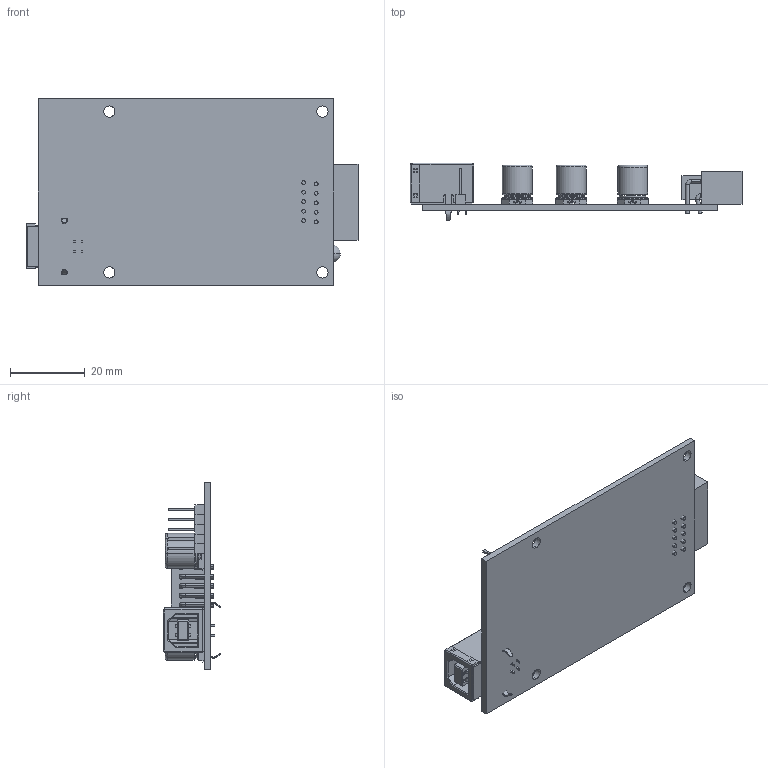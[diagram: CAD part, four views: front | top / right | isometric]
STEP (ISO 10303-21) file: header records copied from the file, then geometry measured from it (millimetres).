
FILE_DESCRIPTION (( 'STEP AP203' ), '1' );
FILE_NAME ('08SMC-1-PCB.STEP', '2020-03-02T01:28:18', ( '' ), ( '' ), 'SwSTEP 2.0', 'SolidWorks 2016', '' );
FILE_SCHEMA (( 'CONFIG_CONTROL_DESIGN' ));
Length unit declared in the file: millimetre
Products named in the file (1): 08SMC-1-PCB
Bounding box: 88.77 x 15.42 x 50 mm (x, y, z)
Surface area: 13565.4 mm2 (no closed solid volume)
Topology: 0 solids, 16 shells, 508 faces, 1390 edges, 919 vertices
Faces by surface type: plane 317, cylinder 117, torus 60, bspline 12, sphere 2
Entity records: 16518 total; most frequent: CARTESIAN_POINT 3526, DIRECTION 2742, ORIENTED_EDGE 2478, EDGE_CURVE 1388, VECTOR 952, LINE 952, VERTEX_POINT 919, AXIS2_PLACEMENT_3D 895
